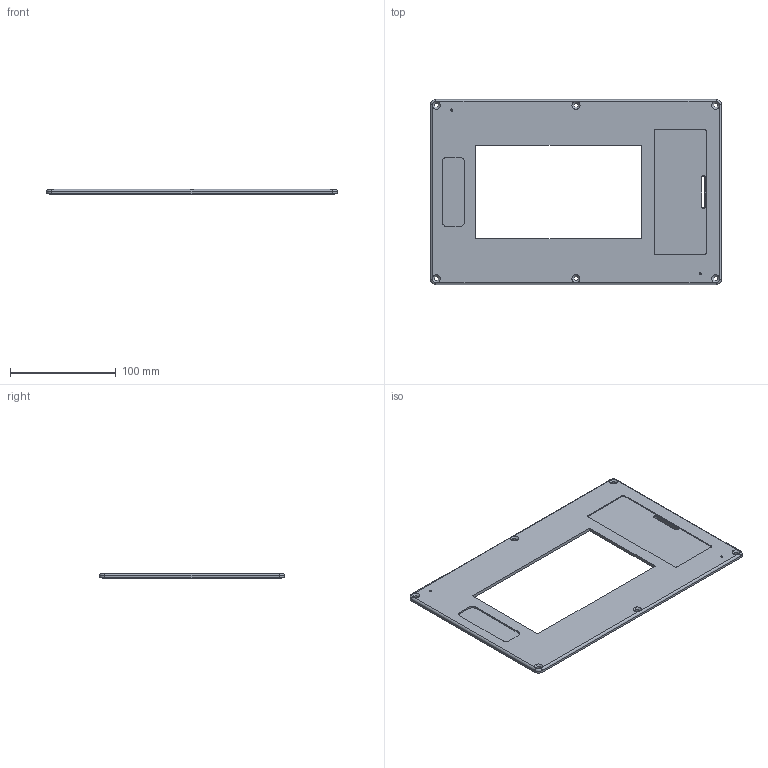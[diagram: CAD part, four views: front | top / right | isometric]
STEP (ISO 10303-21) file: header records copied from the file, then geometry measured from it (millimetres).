
FILE_DESCRIPTION (( 'STEP AP214' ), '1' );
FILE_NAME ('Êðûøêà êîðïóñà.STEP', '2020-03-04T07:24:51', ( '' ), ( '' ), 'SwSTEP 2.0', 'SolidWorks 2020', '' );
FILE_SCHEMA (( 'AUTOMOTIVE_DESIGN' ));
Length unit declared in the file: millimetre
Products named in the file (1): Êðûøêà êîðïóñà
Bounding box: 275 x 175 x 5 mm (x, y, z)
Volume: 149599 mm3; surface area: 75705.2 mm2
Topology: 1 solids, 1 shells, 119 faces, 326 edges, 208 vertices
Faces by surface type: cylinder 50, plane 49, cone 12, torus 8
Entity records: 4383 total; most frequent: CARTESIAN_POINT 1231, DIRECTION 662, ORIENTED_EDGE 652, EDGE_CURVE 326, AXIS2_PLACEMENT_3D 236, VERTEX_POINT 208, VECTOR 190, LINE 190
